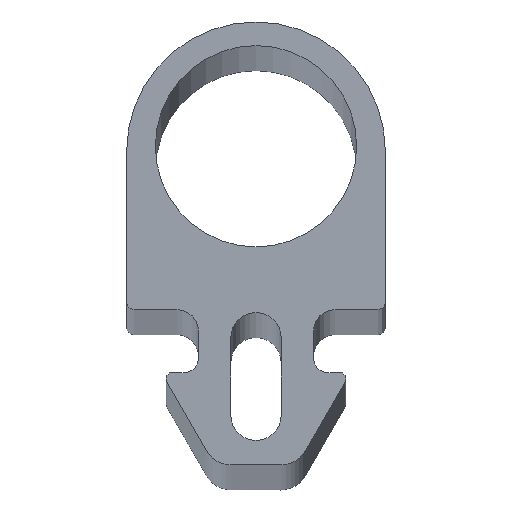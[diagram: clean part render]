
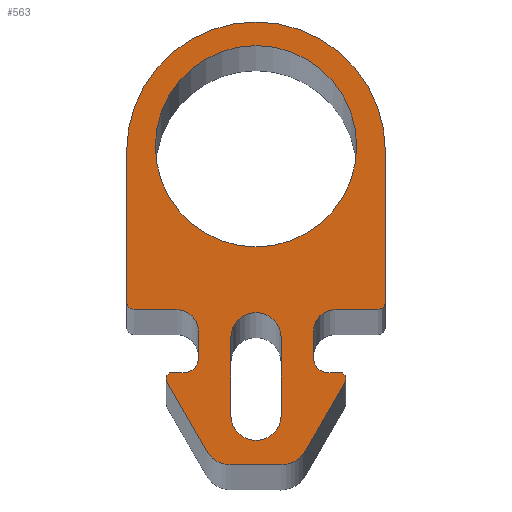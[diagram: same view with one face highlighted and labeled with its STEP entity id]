
A CAD part, top view. The second image highlights one B-rep face of the part: STEP entity #563.
In plain terms, the highlighted planar face has unit normal (0, 0, 1).
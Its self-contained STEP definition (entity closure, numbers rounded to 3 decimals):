
#15=LINE($,#806,#67);
#20=LINE($,#819,#72);
#24=LINE($,#836,#76);
#28=LINE($,#848,#80);
#32=LINE($,#860,#84);
#36=LINE($,#872,#88);
#40=LINE($,#884,#92);
#44=LINE($,#896,#96);
#48=LINE($,#908,#100);
#52=LINE($,#920,#104);
#56=LINE($,#932,#108);
#60=LINE($,#944,#112);
#64=LINE($,#954,#116);
#67=VECTOR($,#637,5.398);
#72=VECTOR($,#650,5.398);
#76=VECTOR($,#668,10.476);
#80=VECTOR($,#680,10.476);
#84=VECTOR($,#692,2.978);
#88=VECTOR($,#704,1.9);
#92=VECTOR($,#716,1.025);
#96=VECTOR($,#728,5.465);
#100=VECTOR($,#740,3.434);
#104=VECTOR($,#752,5.465);
#108=VECTOR($,#764,1.025);
#112=VECTOR($,#776,1.9);
#116=VECTOR($,#788,2.978);
#130=PLANE($,#623);
#133=FACE_BOUND($,#194,.T.);
#134=FACE_BOUND($,#195,.T.);
#135=FACE_BOUND($,#196,.T.);
#194=EDGE_LOOP($,(#468));
#195=EDGE_LOOP($,(#469,#470,#471,#472));
#196=EDGE_LOOP($,(#473,#474,#475,#476,#477,#478,#479,#480,#481,#482,#483,
#484,#485,#486,#487,#488,#489,#490,#491,#492,#493,#494));
#200=CIRCLE($,#569,7.);
#203=CIRCLE($,#574,1.75);
#205=CIRCLE($,#578,1.75);
#207=CIRCLE($,#581,0.5);
#209=CIRCLE($,#585,9.);
#211=CIRCLE($,#589,0.5);
#213=CIRCLE($,#593,1.5);
#215=CIRCLE($,#597,1.);
#217=CIRCLE($,#601,0.5);
#219=CIRCLE($,#605,2.);
#221=CIRCLE($,#609,2.);
#223=CIRCLE($,#613,0.5);
#225=CIRCLE($,#617,1.);
#227=CIRCLE($,#621,1.5);
#228=VERTEX_POINT($,#795);
#232=VERTEX_POINT($,#803);
#233=VERTEX_POINT($,#805);
#235=VERTEX_POINT($,#811);
#237=VERTEX_POINT($,#817);
#240=VERTEX_POINT($,#827);
#241=VERTEX_POINT($,#829);
#243=VERTEX_POINT($,#835);
#245=VERTEX_POINT($,#841);
#247=VERTEX_POINT($,#847);
#249=VERTEX_POINT($,#853);
#251=VERTEX_POINT($,#859);
#253=VERTEX_POINT($,#865);
#255=VERTEX_POINT($,#871);
#257=VERTEX_POINT($,#877);
#259=VERTEX_POINT($,#883);
#261=VERTEX_POINT($,#889);
#263=VERTEX_POINT($,#895);
#265=VERTEX_POINT($,#901);
#267=VERTEX_POINT($,#907);
#269=VERTEX_POINT($,#913);
#271=VERTEX_POINT($,#919);
#273=VERTEX_POINT($,#925);
#275=VERTEX_POINT($,#931);
#277=VERTEX_POINT($,#937);
#279=VERTEX_POINT($,#943);
#281=VERTEX_POINT($,#949);
#282=EDGE_CURVE($,#228,#228,#200,.T.);
#286=EDGE_CURVE($,#233,#232,#15,.T.);
#290=EDGE_CURVE($,#232,#235,#203,.T.);
#293=EDGE_CURVE($,#235,#237,#20,.T.);
#295=EDGE_CURVE($,#237,#233,#205,.T.);
#298=EDGE_CURVE($,#241,#240,#207,.T.);
#301=EDGE_CURVE($,#243,#241,#24,.T.);
#304=EDGE_CURVE($,#245,#243,#209,.T.);
#307=EDGE_CURVE($,#247,#245,#28,.T.);
#310=EDGE_CURVE($,#249,#247,#211,.T.);
#313=EDGE_CURVE($,#251,#249,#32,.T.);
#316=EDGE_CURVE($,#253,#251,#213,.T.);
#319=EDGE_CURVE($,#255,#253,#36,.T.);
#322=EDGE_CURVE($,#257,#255,#215,.T.);
#325=EDGE_CURVE($,#259,#257,#40,.T.);
#328=EDGE_CURVE($,#261,#259,#217,.T.);
#331=EDGE_CURVE($,#263,#261,#44,.T.);
#334=EDGE_CURVE($,#265,#263,#219,.T.);
#337=EDGE_CURVE($,#267,#265,#48,.T.);
#340=EDGE_CURVE($,#269,#267,#221,.T.);
#343=EDGE_CURVE($,#271,#269,#52,.T.);
#346=EDGE_CURVE($,#273,#271,#223,.T.);
#349=EDGE_CURVE($,#275,#273,#56,.T.);
#352=EDGE_CURVE($,#277,#275,#225,.T.);
#355=EDGE_CURVE($,#279,#277,#60,.T.);
#358=EDGE_CURVE($,#281,#279,#227,.T.);
#361=EDGE_CURVE($,#240,#281,#64,.T.);
#468=ORIENTED_EDGE($,*,*,#282,.T.);
#469=ORIENTED_EDGE($,*,*,#286,.T.);
#470=ORIENTED_EDGE($,*,*,#290,.T.);
#471=ORIENTED_EDGE($,*,*,#293,.T.);
#472=ORIENTED_EDGE($,*,*,#295,.T.);
#473=ORIENTED_EDGE($,*,*,#361,.T.);
#474=ORIENTED_EDGE($,*,*,#358,.T.);
#475=ORIENTED_EDGE($,*,*,#355,.T.);
#476=ORIENTED_EDGE($,*,*,#352,.T.);
#477=ORIENTED_EDGE($,*,*,#349,.T.);
#478=ORIENTED_EDGE($,*,*,#346,.T.);
#479=ORIENTED_EDGE($,*,*,#343,.T.);
#480=ORIENTED_EDGE($,*,*,#340,.T.);
#481=ORIENTED_EDGE($,*,*,#337,.T.);
#482=ORIENTED_EDGE($,*,*,#334,.T.);
#483=ORIENTED_EDGE($,*,*,#331,.T.);
#484=ORIENTED_EDGE($,*,*,#328,.T.);
#485=ORIENTED_EDGE($,*,*,#325,.T.);
#486=ORIENTED_EDGE($,*,*,#322,.T.);
#487=ORIENTED_EDGE($,*,*,#319,.T.);
#488=ORIENTED_EDGE($,*,*,#316,.T.);
#489=ORIENTED_EDGE($,*,*,#313,.T.);
#490=ORIENTED_EDGE($,*,*,#310,.T.);
#491=ORIENTED_EDGE($,*,*,#307,.T.);
#492=ORIENTED_EDGE($,*,*,#304,.T.);
#493=ORIENTED_EDGE($,*,*,#301,.T.);
#494=ORIENTED_EDGE($,*,*,#298,.T.);
#563=ADVANCED_FACE($,(#133,#134,#135),#130,.T.);
#569=AXIS2_PLACEMENT_3D($,#796,#629,#630);
#574=AXIS2_PLACEMENT_3D($,#813,#644,#645);
#578=AXIS2_PLACEMENT_3D($,#822,#655,#656);
#581=AXIS2_PLACEMENT_3D($,#830,#662,#663);
#585=AXIS2_PLACEMENT_3D($,#842,#674,#675);
#589=AXIS2_PLACEMENT_3D($,#854,#686,#687);
#593=AXIS2_PLACEMENT_3D($,#866,#698,#699);
#597=AXIS2_PLACEMENT_3D($,#878,#710,#711);
#601=AXIS2_PLACEMENT_3D($,#890,#722,#723);
#605=AXIS2_PLACEMENT_3D($,#902,#734,#735);
#609=AXIS2_PLACEMENT_3D($,#914,#746,#747);
#613=AXIS2_PLACEMENT_3D($,#926,#758,#759);
#617=AXIS2_PLACEMENT_3D($,#938,#770,#771);
#621=AXIS2_PLACEMENT_3D($,#950,#782,#783);
#623=AXIS2_PLACEMENT_3D($,#955,#789,#790);
#629=DIRECTION('center_axis',(0.,0.,-1.));
#630=DIRECTION('ref_axis',(-1.,0.,0.));
#637=DIRECTION($,(0.,-1.,0.));
#644=DIRECTION('center_axis',(0.,0.,-1.));
#645=DIRECTION('ref_axis',(1.,0.,0.));
#650=DIRECTION($,(0.,1.,0.));
#655=DIRECTION('center_axis',(0.,0.,-1.));
#656=DIRECTION('ref_axis',(-1.,0.,0.));
#662=DIRECTION('center_axis',(0.,0.,1.));
#663=DIRECTION('ref_axis',(-0.999,0.049,0.));
#668=DIRECTION($,(0.,-1.,0.));
#674=DIRECTION('center_axis',(0.,0.,1.));
#675=DIRECTION('ref_axis',(1.,0.,0.));
#680=DIRECTION($,(0.,1.,0.));
#686=DIRECTION('center_axis',(0.,0.,1.));
#687=DIRECTION('ref_axis',(-0.045,-0.999,0.));
#692=DIRECTION($,(1.,0.,0.));
#698=DIRECTION('center_axis',(0.,0.,-1.));
#699=DIRECTION('ref_axis',(0.,-1.,0.));
#704=DIRECTION($,(0.,1.,0.));
#710=DIRECTION('center_axis',(0.,0.,-1.));
#711=DIRECTION('ref_axis',(1.,0.,0.));
#716=DIRECTION($,(-1.,0.,0.));
#722=DIRECTION('center_axis',(0.,0.,1.));
#723=DIRECTION('ref_axis',(0.866,-0.5,0.));
#728=DIRECTION($,(0.5,0.866,0.));
#734=DIRECTION('center_axis',(0.,0.,1.));
#735=DIRECTION('ref_axis',(0.,-1.,0.));
#740=DIRECTION($,(1.,0.,0.));
#746=DIRECTION('center_axis',(0.,0.,1.));
#747=DIRECTION('ref_axis',(-0.866,-0.5,0.));
#752=DIRECTION($,(0.5,-0.866,0.));
#758=DIRECTION('center_axis',(0.,0.,1.));
#759=DIRECTION('ref_axis',(-0.55,0.835,0.));
#764=DIRECTION($,(-1.,0.,0.));
#770=DIRECTION('center_axis',(0.,0.,-1.));
#771=DIRECTION('ref_axis',(0.,1.,0.));
#776=DIRECTION($,(0.,-1.,0.));
#782=DIRECTION('center_axis',(0.,0.,-1.));
#783=DIRECTION('ref_axis',(-1.,0.,0.));
#788=DIRECTION($,(1.,0.,0.));
#789=DIRECTION('center_axis',(0.,0.,1.));
#790=DIRECTION('ref_axis',(1.,0.,0.));
#795=CARTESIAN_POINT('',(7.,0.36,1000.));
#796=CARTESIAN_POINT('Origin',(0.,0.36,1000.));
#803=CARTESIAN_POINT('',(1.75,-18.352,1000.));
#805=CARTESIAN_POINT('',(1.75,-12.953,1000.));
#806=CARTESIAN_POINT($,(1.75,-12.861,1000.));
#811=CARTESIAN_POINT('',(-1.75,-18.352,1000.));
#813=CARTESIAN_POINT('Origin',(0.,-18.352,1000.));
#817=CARTESIAN_POINT('',(-1.75,-12.953,1000.));
#819=CARTESIAN_POINT($,(-1.75,-10.162,1000.));
#822=CARTESIAN_POINT('Origin',(0.,-12.953,1000.));
#827=CARTESIAN_POINT('',(-8.478,-11.,1000.));
#829=CARTESIAN_POINT('',(-9.,-10.476,1000.));
#830=CARTESIAN_POINT('Origin',(-8.501,-10.501,1000.));
#835=CARTESIAN_POINT('',(-9.,0.,1000.));
#836=CARTESIAN_POINT($,(-9.,0.,1000.));
#841=CARTESIAN_POINT('',(9.,0.,1000.));
#842=CARTESIAN_POINT('Origin',(0.,0.,1000.));
#847=CARTESIAN_POINT('',(9.,-10.476,1000.));
#848=CARTESIAN_POINT($,(9.,-10.476,1000.));
#853=CARTESIAN_POINT('',(8.478,-11.,1000.));
#854=CARTESIAN_POINT('Origin',(8.501,-10.501,1000.));
#859=CARTESIAN_POINT('',(5.5,-11.,1000.));
#860=CARTESIAN_POINT($,(5.5,-11.,1000.));
#865=CARTESIAN_POINT('',(4.,-12.5,1000.));
#866=CARTESIAN_POINT('Origin',(5.5,-12.5,1000.));
#871=CARTESIAN_POINT('',(4.,-14.4,1000.));
#872=CARTESIAN_POINT($,(4.,-14.4,1000.));
#877=CARTESIAN_POINT('',(5.,-15.4,1000.));
#878=CARTESIAN_POINT('Origin',(5.,-14.4,1000.));
#883=CARTESIAN_POINT('',(6.025,-15.4,1000.));
#884=CARTESIAN_POINT($,(6.025,-15.4,1000.));
#889=CARTESIAN_POINT('',(6.183,-16.068,1000.));
#890=CARTESIAN_POINT('Origin',(5.75,-15.818,1000.));
#895=CARTESIAN_POINT('',(3.449,-20.8,1000.));
#896=CARTESIAN_POINT($,(3.449,-20.8,1000.));
#901=CARTESIAN_POINT('',(1.717,-21.8,1000.));
#902=CARTESIAN_POINT('Origin',(1.717,-19.8,1000.));
#907=CARTESIAN_POINT('',(-1.717,-21.8,1000.));
#908=CARTESIAN_POINT($,(-1.717,-21.8,1000.));
#913=CARTESIAN_POINT('',(-3.449,-20.8,1000.));
#914=CARTESIAN_POINT('Origin',(-1.717,-19.8,1000.));
#919=CARTESIAN_POINT('',(-6.183,-16.068,1000.));
#920=CARTESIAN_POINT($,(-6.183,-16.068,1000.));
#925=CARTESIAN_POINT('',(-6.025,-15.4,1000.));
#926=CARTESIAN_POINT('Origin',(-5.75,-15.818,1000.));
#931=CARTESIAN_POINT('',(-5.,-15.4,1000.));
#932=CARTESIAN_POINT($,(-5.,-15.4,1000.));
#937=CARTESIAN_POINT('',(-4.,-14.4,1000.));
#938=CARTESIAN_POINT('Origin',(-5.,-14.4,1000.));
#943=CARTESIAN_POINT('',(-4.,-12.5,1000.));
#944=CARTESIAN_POINT($,(-4.,-12.5,1000.));
#949=CARTESIAN_POINT('',(-5.5,-11.,1000.));
#950=CARTESIAN_POINT('Origin',(-5.5,-12.5,1000.));
#954=CARTESIAN_POINT($,(-8.478,-11.,1000.));
#955=CARTESIAN_POINT('Origin',(0.,-7.371,
1000.));
